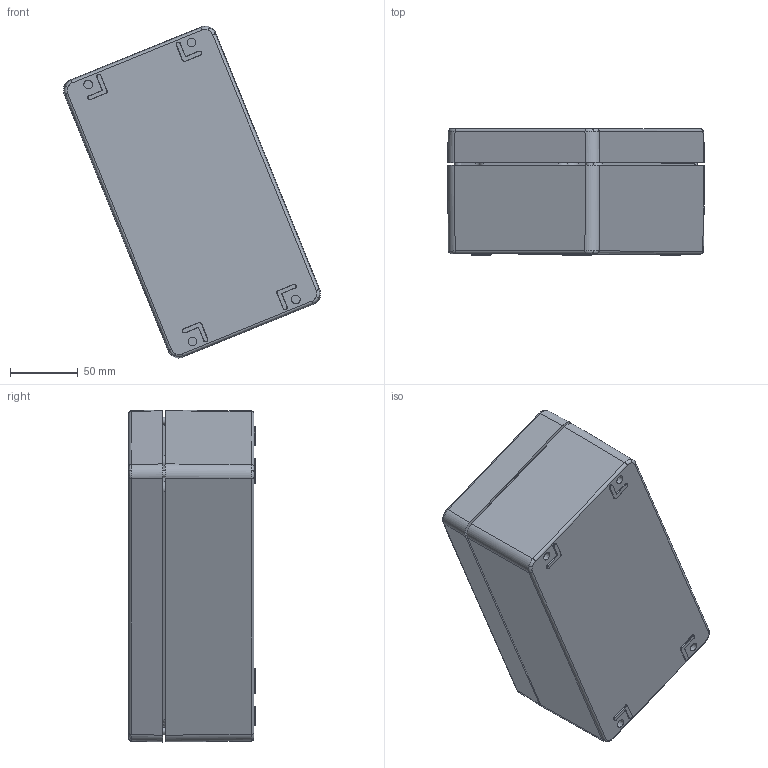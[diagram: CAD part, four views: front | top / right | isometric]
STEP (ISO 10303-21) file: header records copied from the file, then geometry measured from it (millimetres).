
FILE_DESCRIPTION(/* description */ ('Polyester-Gehäuse 220x120x90 mm'),/* implementation_level */ '2;1');
FILE_NAME(/* name */ '07221209010-RST.stp',/* time_stamp */ '2021-09-02T14:25:34+02:00',/* author */ ('sl'),/* organization */ (''),/* preprocessor_version */ 'ST-DEVELOPER v16.5',/* originating_system */ 'Autodesk Inventor 2017',/* authorisation */ '');
FILE_SCHEMA (('AUTOMOTIVE_DESIGN { 1 0 10303 214 3 1 1 }'));
Length unit declared in the file: millimetre
Products named in the file (8): 07_221209_010; 07_221209_010_1; 07_221209_010_2; 07_221209_010_3; 21252-Unterteil_Standard; 86224_Standard; 86222_Standard; Schraube-Polyester-Gehäuse-15-BG-0003-07_221209_01
0
Assembly tree (18 placements, depth 3):
  07_221209_010
    07_221209_010_1
    07_221209_010_2
    Schraube-Polyester-Gehäuse-15-BG-0003-07_221209_01
0  x4
    07_221209_010_3
      86222_Standard  x6
      86224_Standard  x4
      21252-Unterteil_Standard
Bounding box: 189.04 x 93 x 244.13 mm (x, y, z)
Volume: 593849 mm3; surface area: 247740.7 mm2
Topology: 17 solids, 17 shells, 1044 faces, 2536 edges, 1568 vertices
Faces by surface type: plane 364, cylinder 260, bspline 244, cone 108, torus 52, sphere 16
Full cylindrical faces by diameter (mm): 5 x20, 5.02 x10, 5.3 x4, 6 x4, 7.4 x10, 8 x4
Entity records: 28093 total; most frequent: CARTESIAN_POINT 11597, DIRECTION 3431, ORIENTED_EDGE 3396, EDGE_CURVE 1698, AXIS2_PLACEMENT_3D 1432, VERTEX_POINT 1064, EDGE_LOOP 860, FACE_OUTER_BOUND 744
